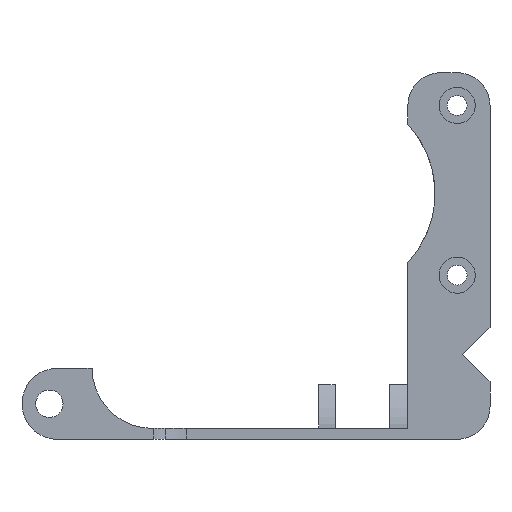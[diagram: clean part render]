
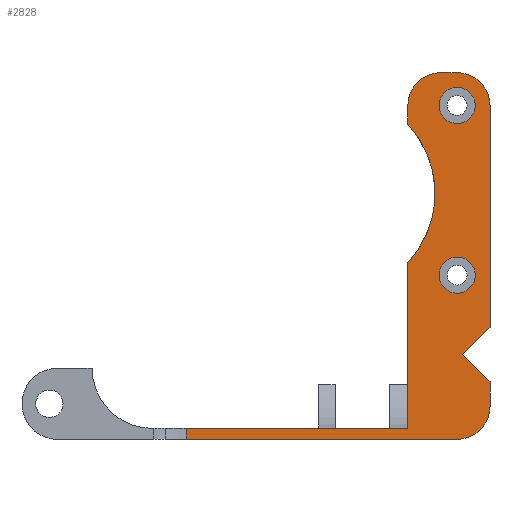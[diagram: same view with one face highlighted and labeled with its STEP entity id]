
A CAD part, left-side view. The second image highlights one B-rep face of the part: STEP entity #2828.
In plain terms, the highlighted planar face has unit normal (-1, 0, 0).
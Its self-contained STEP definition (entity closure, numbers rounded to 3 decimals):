
#20=FACE_BOUND('',#294,.T.);
#21=FACE_BOUND('',#295,.T.);
#140=FACE_OUTER_BOUND('',#293,.T.);
#293=EDGE_LOOP('',(#2185,#2186,#2187,#2188,#2189,#2190,#2191,#2192,#2193,
#2194,#2195,#2196,#2197,#2198));
#294=EDGE_LOOP('',(#2199));
#295=EDGE_LOOP('',(#2200));
#428=CIRCLE('',#3010,6.);
#429=CIRCLE('',#3011,6.);
#430=CIRCLE('',#3012,6.);
#431=CIRCLE('',#3013,18.5);
#432=CIRCLE('',#3014,3.3);
#433=CIRCLE('',#3015,3.3);
#625=LINE('',#4275,#956);
#640=LINE('',#4323,#971);
#644=LINE('',#4342,#975);
#661=LINE('',#4382,#992);
#662=LINE('',#4384,#993);
#663=LINE('',#4386,#994);
#664=LINE('',#4388,#995);
#665=LINE('',#4392,#996);
#666=LINE('',#4396,#997);
#667=LINE('',#4399,#998);
#956=VECTOR('',#3434,49.5);
#971=VECTOR('',#3467,2.);
#975=VECTOR('',#3481,40.5);
#992=VECTOR('',#3510,4.55);
#993=VECTOR('',#3511,7.);
#994=VECTOR('',#3512,7.);
#995=VECTOR('',#3513,40.55);
#996=VECTOR('',#3516,3.);
#997=VECTOR('',#3519,3.44);
#998=VECTOR('',#3522,30.32);
#1255=VERTEX_POINT('',#4272);
#1256=VERTEX_POINT('',#4274);
#1274=VERTEX_POINT('',#4322);
#1278=VERTEX_POINT('',#4341);
#1294=VERTEX_POINT('',#4379);
#1295=VERTEX_POINT('',#4381);
#1296=VERTEX_POINT('',#4383);
#1297=VERTEX_POINT('',#4385);
#1298=VERTEX_POINT('',#4387);
#1299=VERTEX_POINT('',#4389);
#1300=VERTEX_POINT('',#4391);
#1301=VERTEX_POINT('',#4393);
#1302=VERTEX_POINT('',#4395);
#1303=VERTEX_POINT('',#4397);
#1304=VERTEX_POINT('',#4400);
#1305=VERTEX_POINT('',#4402);
#1581=EDGE_CURVE('',#1255,#1256,#625,.T.);
#1603=EDGE_CURVE('',#1274,#1256,#640,.T.);
#1610=EDGE_CURVE('',#1274,#1278,#644,.T.);
#1630=EDGE_CURVE('',#1294,#1255,#428,.T.);
#1631=EDGE_CURVE('',#1295,#1294,#661,.T.);
#1632=EDGE_CURVE('',#1296,#1295,#662,.T.);
#1633=EDGE_CURVE('',#1297,#1296,#663,.T.);
#1634=EDGE_CURVE('',#1298,#1297,#664,.T.);
#1635=EDGE_CURVE('',#1299,#1298,#429,.T.);
#1636=EDGE_CURVE('',#1300,#1299,#665,.T.);
#1637=EDGE_CURVE('',#1301,#1300,#430,.T.);
#1638=EDGE_CURVE('',#1302,#1301,#666,.T.);
#1639=EDGE_CURVE('',#1303,#1302,#431,.T.);
#1640=EDGE_CURVE('',#1278,#1303,#667,.T.);
#1641=EDGE_CURVE('',#1304,#1304,#432,.T.);
#1642=EDGE_CURVE('',#1305,#1305,#433,.T.);
#2185=ORIENTED_EDGE('',*,*,#1603,.T.);
#2186=ORIENTED_EDGE('',*,*,#1581,.F.);
#2187=ORIENTED_EDGE('',*,*,#1630,.F.);
#2188=ORIENTED_EDGE('',*,*,#1631,.F.);
#2189=ORIENTED_EDGE('',*,*,#1632,.F.);
#2190=ORIENTED_EDGE('',*,*,#1633,.F.);
#2191=ORIENTED_EDGE('',*,*,#1634,.F.);
#2192=ORIENTED_EDGE('',*,*,#1635,.F.);
#2193=ORIENTED_EDGE('',*,*,#1636,.F.);
#2194=ORIENTED_EDGE('',*,*,#1637,.F.);
#2195=ORIENTED_EDGE('',*,*,#1638,.F.);
#2196=ORIENTED_EDGE('',*,*,#1639,.F.);
#2197=ORIENTED_EDGE('',*,*,#1640,.F.);
#2198=ORIENTED_EDGE('',*,*,#1610,.F.);
#2199=ORIENTED_EDGE('',*,*,#1641,.T.);
#2200=ORIENTED_EDGE('',*,*,#1642,.T.);
#2704=PLANE('',#3009);
#2828=ADVANCED_FACE('',(#140,#20,#21),#2704,.F.);
#3009=AXIS2_PLACEMENT_3D('',#4378,#3506,#3507);
#3010=AXIS2_PLACEMENT_3D('',#4380,#3508,#3509);
#3011=AXIS2_PLACEMENT_3D('',#4390,#3514,#3515);
#3012=AXIS2_PLACEMENT_3D('',#4394,#3517,#3518);
#3013=AXIS2_PLACEMENT_3D('',#4398,#3520,#3521);
#3014=AXIS2_PLACEMENT_3D('',#4401,#3523,#3524);
#3015=AXIS2_PLACEMENT_3D('',#4403,#3525,#3526);
#3434=DIRECTION('',(0.,1.,0.));
#3467=DIRECTION('',(0.,0.,-1.));
#3481=DIRECTION('',(0.,-1.,0.));
#3506=DIRECTION('center_axis',(1.,0.,0.));
#3507=DIRECTION('ref_axis',(0.,0.,-1.));
#3508=DIRECTION('center_axis',(1.,0.,0.));
#3509=DIRECTION('ref_axis',(0.,1.,0.));
#3510=DIRECTION('',(0.,0.,-1.));
#3511=DIRECTION('',(0.,-0.707,-0.707));
#3512=DIRECTION('',(0.,0.707,-0.707));
#3513=DIRECTION('',(0.,0.,-1.));
#3514=DIRECTION('center_axis',(1.,0.,0.));
#3515=DIRECTION('ref_axis',(0.,-0.707,0.707));
#3516=DIRECTION('',(0.,-1.,0.));
#3517=DIRECTION('center_axis',(1.,0.,0.));
#3518=DIRECTION('ref_axis',(0.,0.707,0.707));
#3519=DIRECTION('',(0.,0.,1.));
#3520=DIRECTION('center_axis',(-1.,0.,0.));
#3521=DIRECTION('ref_axis',(0.,-0.731,0.682));
#3522=DIRECTION('',(0.,0.,1.));
#3523=DIRECTION('center_axis',(1.,0.,0.));
#3524=DIRECTION('ref_axis',(0.,0.,1.));
#3525=DIRECTION('center_axis',(1.,0.,0.));
#3526=DIRECTION('ref_axis',(0.,0.,1.));
#4272=CARTESIAN_POINT('',(-8.,6.,0.));
#4274=CARTESIAN_POINT('',(-8.,55.5,0.));
#4275=CARTESIAN_POINT('',(-8.,85.5,0.));
#4322=CARTESIAN_POINT('',(-8.,55.5,2.));
#4323=CARTESIAN_POINT('',(-8.,55.5,10.382));
#4341=CARTESIAN_POINT('',(-8.,15.,2.));
#4342=CARTESIAN_POINT('',(-8.,15.,2.));
#4378=CARTESIAN_POINT('Origin',(-8.,30.14,18.764));
#4379=CARTESIAN_POINT('',(-8.,0.,6.));
#4380=CARTESIAN_POINT('Origin',(-8.,6.,6.));
#4381=CARTESIAN_POINT('',(-8.,0.,10.55));
#4382=CARTESIAN_POINT('',(-8.,0.,6.));
#4383=CARTESIAN_POINT('',(-8.,4.95,15.5));
#4384=CARTESIAN_POINT('',(-8.,0.,10.55));
#4385=CARTESIAN_POINT('',(-8.,0.,20.45));
#4386=CARTESIAN_POINT('',(-8.,4.95,15.5));
#4387=CARTESIAN_POINT('',(-8.,0.,61.));
#4388=CARTESIAN_POINT('',(-8.,0.,20.45));
#4389=CARTESIAN_POINT('',(-8.,6.,67.));
#4390=CARTESIAN_POINT('Origin',(-8.,6.,61.));
#4391=CARTESIAN_POINT('',(-8.,9.,67.));
#4392=CARTESIAN_POINT('',(-8.,0.,67.));
#4393=CARTESIAN_POINT('',(-8.,15.,61.));
#4394=CARTESIAN_POINT('Origin',(-8.,9.,61.));
#4395=CARTESIAN_POINT('',(-8.,15.,57.56));
#4396=CARTESIAN_POINT('',(-8.,15.,67.));
#4397=CARTESIAN_POINT('',(-8.,15.,32.32));
#4398=CARTESIAN_POINT('Origin',(-8.,28.527,44.94));
#4399=CARTESIAN_POINT('',(-8.,15.,32.32));
#4400=CARTESIAN_POINT('',(-8.,6.,33.3));
#4401=CARTESIAN_POINT('Origin',(-8.,6.,30.));
#4402=CARTESIAN_POINT('',(-8.,6.,64.3));
#4403=CARTESIAN_POINT('Origin',(-8.,6.,61.));
